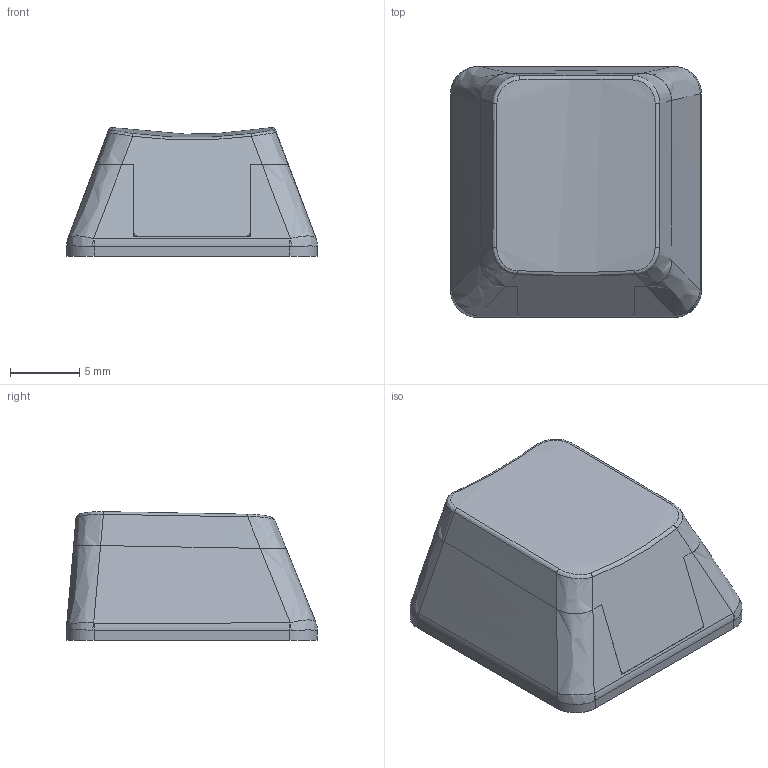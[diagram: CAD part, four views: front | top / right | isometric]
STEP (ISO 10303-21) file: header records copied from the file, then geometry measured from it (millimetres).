
FILE_DESCRIPTION(/* description */ (''),/* implementation_level */ '2;1');
FILE_NAME(/* name */ 'Row_1_1u_relegendable.step',/* time_stamp */ '2021-07-14T02:07:14-05:00',/* author */ (''),/* organization */ (''),/* preprocessor_version */ 'ST-DEVELOPER v18.1',/* originating_system */ 'Autodesk Translation Framework v10.9.0.1377',/* authorisation */ '');
FILE_SCHEMA (('AUTOMOTIVE_DESIGN { 1 0 10303 214 3 1 1 }'));
Length unit declared in the file: millimetre
Products named in the file (1): Row_1_1u_relegendable
Bounding box: 18.16 x 18.16 x 9.31 mm (x, y, z)
Volume: 839.4 mm3; surface area: 2316.8 mm2
Topology: 2 solids, 2 shells, 165 faces, 425 edges, 270 vertices
Faces by surface type: bspline 79, plane 68, cylinder 18
Full cylindrical faces by diameter (mm): 5.5 x1
Entity records: 7186 total; most frequent: CARTESIAN_POINT 3715, ORIENTED_EDGE 850, DIRECTION 465, EDGE_CURVE 425, VERTEX_POINT 270, B_SPLINE_CURVE_WITH_KNOTS 190, LINE 179, VECTOR 179
